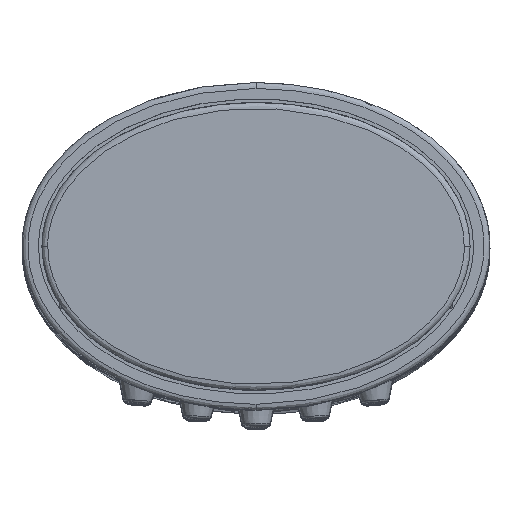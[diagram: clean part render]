
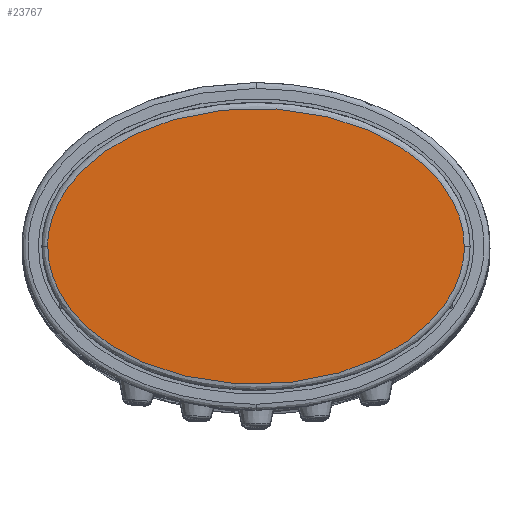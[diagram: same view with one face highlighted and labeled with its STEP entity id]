
A CAD part, top view. The second image highlights one B-rep face of the part: STEP entity #23767.
In plain terms, the highlighted planar face has unit normal (0, 0, 1).
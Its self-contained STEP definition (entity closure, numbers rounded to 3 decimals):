
#23572=CARTESIAN_POINT('',(-17.8,0.,110.));
#23573=CARTESIAN_POINT('',(-17.8,-0.199,110.));
#23574=CARTESIAN_POINT('',(-17.785,-0.617,110.));
#23575=CARTESIAN_POINT('',(-17.703,-1.293,110.));
#23576=CARTESIAN_POINT('',(-17.545,-2.033,110.));
#23577=CARTESIAN_POINT('',(-17.29,-2.841,110.));
#23578=CARTESIAN_POINT('',(-16.909,-3.716,110.));
#23579=CARTESIAN_POINT('',(-16.376,-4.651,110.));
#23580=CARTESIAN_POINT('',(-15.664,-5.628,110.));
#23581=CARTESIAN_POINT('',(-14.746,-6.633,110.));
#23582=CARTESIAN_POINT('',(-13.588,-7.648,110.));
#23583=CARTESIAN_POINT('',(-12.16,-8.645,110.));
#23584=CARTESIAN_POINT('',(-10.436,-9.592,110.));
#23585=CARTESIAN_POINT('',(-8.378,-10.452,110.));
#23586=CARTESIAN_POINT('',(-5.905,-11.181,110.));
#23587=CARTESIAN_POINT('',(-3.069,-11.68,110.));
#23588=CARTESIAN_POINT('',(-0.011,-11.859,110.));
#23589=CARTESIAN_POINT('',(3.048,-11.682,110.));
#23590=CARTESIAN_POINT('',(5.887,-11.186,110.));
#23591=CARTESIAN_POINT('',(8.363,-10.457,110.));
#23592=CARTESIAN_POINT('',(10.425,-9.597,110.));
#23593=CARTESIAN_POINT('',(12.151,-8.651,110.));
#23594=CARTESIAN_POINT('',(13.581,-7.653,110.));
#23595=CARTESIAN_POINT('',(14.741,-6.638,110.));
#23596=CARTESIAN_POINT('',(15.661,-5.632,110.));
#23597=CARTESIAN_POINT('',(16.374,-4.654,110.));
#23598=CARTESIAN_POINT('',(16.908,-3.719,110.));
#23599=CARTESIAN_POINT('',(17.289,-2.843,110.));
#23600=CARTESIAN_POINT('',(17.545,-2.034,110.));
#23601=CARTESIAN_POINT('',(17.703,-1.294,110.));
#23602=CARTESIAN_POINT('',(17.785,-0.617,110.));
#23603=CARTESIAN_POINT('',(17.8,-0.2,110.));
#23604=CARTESIAN_POINT('',(17.8,0.,110.));
#23606=CARTESIAN_POINT('',(17.8,0.,110.));
#23607=CARTESIAN_POINT('',(17.8,0.199,110.));
#23608=CARTESIAN_POINT('',(17.785,0.617,110.));
#23609=CARTESIAN_POINT('',(17.703,1.293,110.));
#23610=CARTESIAN_POINT('',(17.545,2.033,110.));
#23611=CARTESIAN_POINT('',(17.29,2.841,110.));
#23612=CARTESIAN_POINT('',(16.909,3.716,110.));
#23613=CARTESIAN_POINT('',(16.376,4.651,110.));
#23614=CARTESIAN_POINT('',(15.664,5.628,110.));
#23615=CARTESIAN_POINT('',(14.746,6.633,110.));
#23616=CARTESIAN_POINT('',(13.588,7.648,110.));
#23617=CARTESIAN_POINT('',(12.16,8.645,110.));
#23618=CARTESIAN_POINT('',(10.436,9.592,110.));
#23619=CARTESIAN_POINT('',(8.378,10.452,110.));
#23620=CARTESIAN_POINT('',(5.905,11.181,110.));
#23621=CARTESIAN_POINT('',(3.069,11.68,110.));
#23622=CARTESIAN_POINT('',(0.011,11.859,110.));
#23623=CARTESIAN_POINT('',(-3.048,11.682,110.));
#23624=CARTESIAN_POINT('',(-5.887,11.186,110.));
#23625=CARTESIAN_POINT('',(-8.363,10.457,110.));
#23626=CARTESIAN_POINT('',(-10.425,9.597,110.));
#23627=CARTESIAN_POINT('',(-12.151,8.651,110.));
#23628=CARTESIAN_POINT('',(-13.581,7.653,110.));
#23629=CARTESIAN_POINT('',(-14.741,6.638,110.));
#23630=CARTESIAN_POINT('',(-15.661,5.632,110.));
#23631=CARTESIAN_POINT('',(-16.374,4.654,110.));
#23632=CARTESIAN_POINT('',(-16.908,3.719,110.));
#23633=CARTESIAN_POINT('',(-17.289,2.843,110.));
#23634=CARTESIAN_POINT('',(-17.545,2.034,110.));
#23635=CARTESIAN_POINT('',(-17.703,1.294,110.));
#23636=CARTESIAN_POINT('',(-17.785,0.617,110.));
#23637=CARTESIAN_POINT('',(-17.8,0.2,110.));
#23638=CARTESIAN_POINT('',(-17.8,0.,110.));
#23750=VERTEX_POINT('',#23572);
#23751=VERTEX_POINT('',#23604);
#23756=CARTESIAN_POINT('',(0.,0.,110.));
#23757=DIRECTION('',(0.,0.,1.));
#23758=DIRECTION('',(1.,0.,0.));
#23759=AXIS2_PLACEMENT_3D('',#23756,#23757,#23758);
#23760=PLANE('',#23759);
#23762=ORIENTED_EDGE('',*,*,#23761,.F.);
#23764=ORIENTED_EDGE('',*,*,#23763,.F.);
#23765=EDGE_LOOP('',(#23762,#23764));
#23766=FACE_OUTER_BOUND('',#23765,.F.);
#23767=ADVANCED_FACE('',(#23766),#23760,.T.);
#23605=B_SPLINE_CURVE_WITH_KNOTS('',3,(#23572,#23573,#23574,#23575,#23576,
#23577,#23578,#23579,#23580,#23581,#23582,#23583,#23584,#23585,#23586,#23587,
#23588,#23589,#23590,#23591,#23592,#23593,#23594,#23595,#23596,#23597,#23598,
#23599,#23600,#23601,#23602,#23603,#23604),.UNSPECIFIED.,.F.,.F.,(4,1,1,1,1,1,1,
1,1,1,1,1,1,1,1,1,1,1,1,1,1,1,1,1,1,1,1,1,1,1,4),(0.,0.033,
0.067,0.1,0.133,0.167,0.2,
0.233,0.267,0.3,0.333,0.367,
0.4,0.433,0.467,0.5,0.533,
0.567,0.6,0.633,0.667,0.7,
0.733,0.767,0.8,0.833,0.867,
0.9,0.933,0.967,1.),.UNSPECIFIED.);
#23639=B_SPLINE_CURVE_WITH_KNOTS('',3,(#23606,#23607,#23608,#23609,#23610,
#23611,#23612,#23613,#23614,#23615,#23616,#23617,#23618,#23619,#23620,#23621,
#23622,#23623,#23624,#23625,#23626,#23627,#23628,#23629,#23630,#23631,#23632,
#23633,#23634,#23635,#23636,#23637,#23638),.UNSPECIFIED.,.F.,.F.,(4,1,1,1,1,1,1,
1,1,1,1,1,1,1,1,1,1,1,1,1,1,1,1,1,1,1,1,1,1,1,4),(0.,0.033,
0.067,0.1,0.133,0.167,0.2,
0.233,0.267,0.3,0.333,0.367,
0.4,0.433,0.467,0.5,0.533,
0.567,0.6,0.633,0.667,0.7,
0.733,0.767,0.8,0.833,0.867,
0.9,0.933,0.967,1.),.UNSPECIFIED.);
#23761=EDGE_CURVE('',#23750,#23751,#23605,.T.);
#23763=EDGE_CURVE('',#23751,#23750,#23639,.T.);
